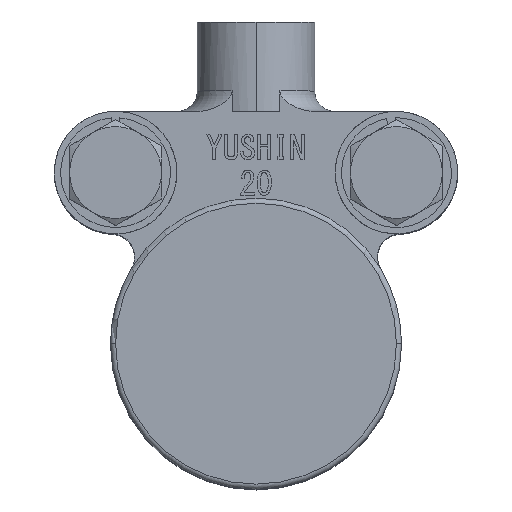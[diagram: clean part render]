
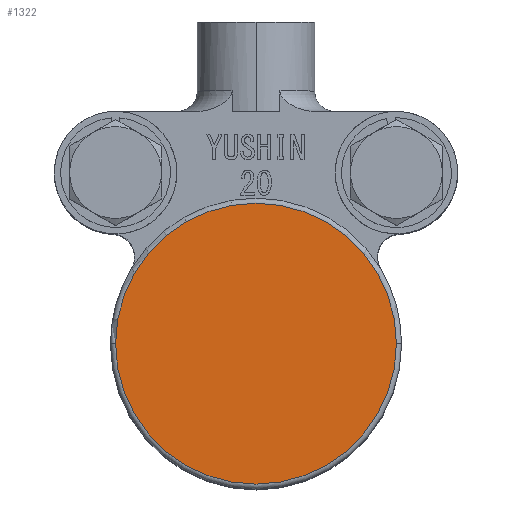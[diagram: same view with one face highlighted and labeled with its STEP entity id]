
A CAD part, top view. The second image highlights one B-rep face of the part: STEP entity #1322.
In plain terms, the highlighted planar face has unit normal (0, 0, 1).
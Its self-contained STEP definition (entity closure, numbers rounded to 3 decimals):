
#936 = FACE_OUTER_BOUND ( 'NONE', #7102, .T. ) ;
#1110 = EDGE_CURVE ( 'NONE', #11385, #7729, #6345, .T. ) ;
#1226 = DIRECTION ( 'NONE',  ( 0., 0., 1. ) ) ;
#1322 = ADVANCED_FACE ( 'NONE', ( #936 ), #10375, .T. ) ;
#1836 = ORIENTED_EDGE ( 'NONE', *, *, #1110, .T. ) ;
#5711 = AXIS2_PLACEMENT_3D ( 'NONE', #6644, #16102, #18802 ) ;
#5718 = CARTESIAN_POINT ( 'NONE',  ( 27.5, 0., 36. ) ) ;
#5798 = ORIENTED_EDGE ( 'NONE', *, *, #11100, .T. ) ;
#6345 = CIRCLE ( 'NONE', #5711, 27.5 ) ;
#6644 = CARTESIAN_POINT ( 'NONE',  ( 0., 0., 36. ) ) ;
#7102 = EDGE_LOOP ( 'NONE', ( #1836, #5798 ) ) ;
#7353 = DIRECTION ( 'NONE',  ( 1., 0., 0. ) ) ;
#7729 = VERTEX_POINT ( 'NONE', #19811 ) ;
#7957 = CIRCLE ( 'NONE', #19203, 27.5 ) ;
#8773 = DIRECTION ( 'NONE',  ( 1., 0., 0. ) ) ;
#8864 = CARTESIAN_POINT ( 'NONE',  ( 0., 0., 36. ) ) ;
#9974 = AXIS2_PLACEMENT_3D ( 'NONE', #8864, #1226, #8773 ) ;
#10375 = PLANE ( 'NONE',  #9974 ) ;
#11100 = EDGE_CURVE ( 'NONE', #7729, #11385, #7957, .T. ) ;
#11385 = VERTEX_POINT ( 'NONE', #5718 ) ;
#16102 = DIRECTION ( 'NONE',  ( 0., 0., 1. ) ) ;
#16682 = CARTESIAN_POINT ( 'NONE',  ( 0., 0., 36. ) ) ;
#16782 = DIRECTION ( 'NONE',  ( 0., 0., 1. ) ) ;
#18802 = DIRECTION ( 'NONE',  ( 1., 0., 0. ) ) ;
#19203 = AXIS2_PLACEMENT_3D ( 'NONE', #16682, #16782, #7353 ) ;
#19811 = CARTESIAN_POINT ( 'NONE',  ( -27.5, 0., 36. ) ) ;
